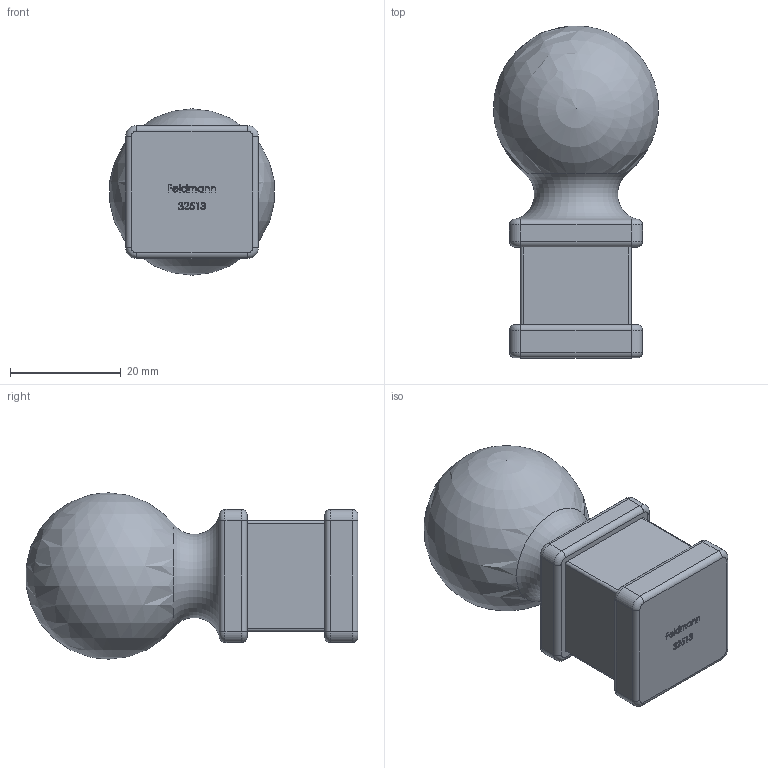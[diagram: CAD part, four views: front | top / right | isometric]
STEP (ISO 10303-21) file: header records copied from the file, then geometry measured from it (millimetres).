
FILE_DESCRIPTION (( 'STEP AP203' ), '1' );
FILE_NAME ('32513.STEP', '2024-11-26T13:16:38', ( '' ), ( '' ), 'SwSTEP 2.0', 'SolidWorks 2018', '' );
FILE_SCHEMA (( 'CONFIG_CONTROL_DESIGN' ));
Length unit declared in the file: millimetre
Products named in the file (1): 32513
Bounding box: 29.77 x 59.88 x 30 mm (x, y, z)
Volume: 27271.1 mm3; surface area: 6161.9 mm2
Topology: 1 solids, 1 shells, 249 faces, 653 edges, 423 vertices
Faces by surface type: plane 113, bspline 90, cylinder 28, torus 17, sphere 1
Entity records: 12093 total; most frequent: CARTESIAN_POINT 6466, ORIENTED_EDGE 1298, DIRECTION 866, EDGE_CURVE 649, VERTEX_POINT 421, LINE 392, VECTOR 392, EDGE_LOOP 268
